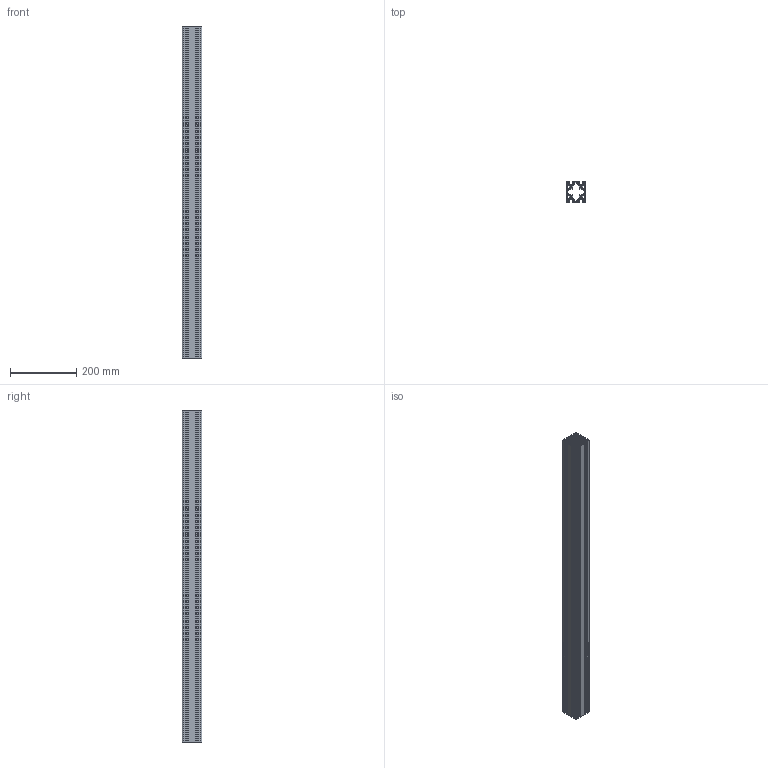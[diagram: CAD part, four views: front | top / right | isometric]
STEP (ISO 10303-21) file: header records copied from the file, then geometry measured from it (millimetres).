
FILE_DESCRIPTION(/* description */ (''),/* implementation_level */ '2;1');
FILE_NAME(/* name */ '10054_KriTec_Profil_6_60x60_leicht.stp',/* time_stamp */ '2014-08-26T15:56:28+02:00',/* author */ ('kostic'),/* organization */ (''),/* preprocessor_version */ 'ST-DEVELOPER v15.2',/* originating_system */ 'Autodesk Inventor 2014',/* authorisation */ '');
FILE_SCHEMA (('AUTOMOTIVE_DESIGN { 1 0 10303 214 3 1 1 }'));
Length unit declared in the file: millimetre
Products named in the file (1): 10054_KriTec_Profil_6_60x60_leicht
Bounding box: 60 x 60 x 1000 mm (x, y, z)
Volume: 1010602.8 mm3; surface area: 837530.8 mm2
Topology: 1 solids, 1 shells, 334 faces, 996 edges, 664 vertices
Faces by surface type: cylinder 168, plane 166
Full cylindrical faces by diameter (mm): 5 x4
Entity records: 11353 total; most frequent: DIRECTION 1998, CARTESIAN_POINT 1991, ORIENTED_EDGE 1984, EDGE_CURVE 992, AXIS2_PLACEMENT_3D 671, VERTEX_POINT 664, LINE 656, VECTOR 656
